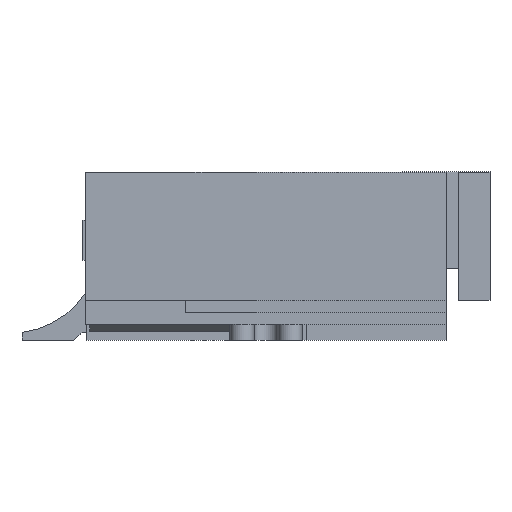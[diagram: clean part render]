
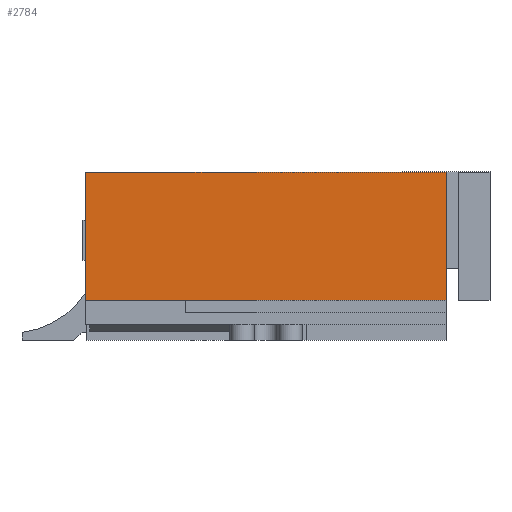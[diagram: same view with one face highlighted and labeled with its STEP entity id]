
A CAD part, left-side view. The second image highlights one B-rep face of the part: STEP entity #2784.
In plain terms, the highlighted planar face has unit normal (-1, 0, 0).
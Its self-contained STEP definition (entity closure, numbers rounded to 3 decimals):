
#2784=ADVANCED_FACE('',(#5787),#5789,.F.);
#5787=FACE_BOUND('',#5788,.T.);
#5788=EDGE_LOOP('',(#8188,#8189,#8190,#8191));
#5789=PLANE('',#5790);
#5790=AXIS2_PLACEMENT_3D('',#5791,#5792,#5793);
#5791=CARTESIAN_POINT('',(-2.4,0.,0.));
#5792=DIRECTION('',(1.,0.,0.));
#5793=DIRECTION('',(0.,1.,0.));
#8188=ORIENTED_EDGE('',*,*,#9389,.F.);
#8189=ORIENTED_EDGE('',*,*,#9386,.F.);
#8190=ORIENTED_EDGE('',*,*,#9383,.F.);
#8191=ORIENTED_EDGE('',*,*,#9379,.F.);
#9379=EDGE_CURVE('',#11345,#11346,#11347,.T.);
#9383=EDGE_CURVE('',#11346,#11353,#11354,.T.);
#9386=EDGE_CURVE('',#11353,#11358,#11359,.T.);
#9389=EDGE_CURVE('',#11358,#11345,#11363,.T.);
#11345=VERTEX_POINT('',#15775);
#11346=VERTEX_POINT('',#15776);
#11347=LINE('',#15777,#15778);
#11353=VERTEX_POINT('',#15791);
#11354=LINE('',#15792,#15793);
#11358=VERTEX_POINT('',#15802);
#11359=LINE('',#15803,#15804);
#11363=LINE('',#15813,#15814);
#15775=CARTESIAN_POINT('',(-2.4,-5.25,0.5));
#15776=CARTESIAN_POINT('',(-2.4,-0.75,0.5));
#15777=CARTESIAN_POINT('',(-2.4,-5.25,0.5));
#15778=VECTOR('',#15779,1.);
#15779=DIRECTION('',(0.,1.,0.));
#15791=CARTESIAN_POINT('',(-2.4,-0.75,2.1));
#15792=CARTESIAN_POINT('',(-2.4,-0.75,0.5));
#15793=VECTOR('',#15794,1.);
#15794=DIRECTION('',(0.,0.,1.));
#15802=CARTESIAN_POINT('',(-2.4,-5.25,2.1));
#15803=CARTESIAN_POINT('',(-2.4,-0.75,2.1));
#15804=VECTOR('',#15805,1.);
#15805=DIRECTION('',(0.,-1.,0.));
#15813=CARTESIAN_POINT('',(-2.4,-5.25,2.1));
#15814=VECTOR('',#15815,1.);
#15815=DIRECTION('',(0.,0.,-1.));
